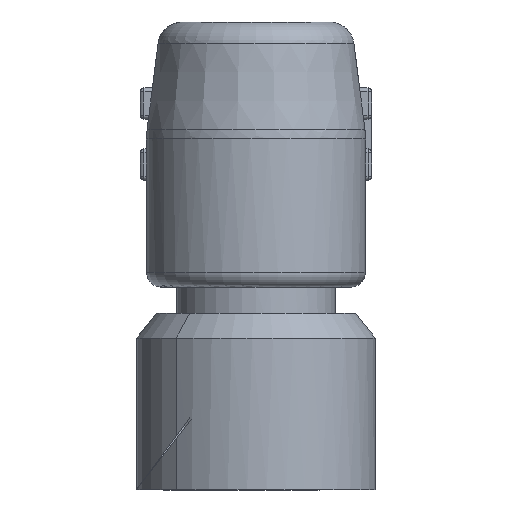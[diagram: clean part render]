
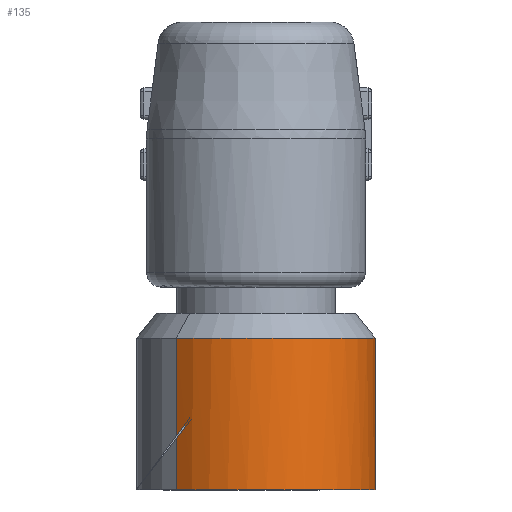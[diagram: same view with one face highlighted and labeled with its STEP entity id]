
A CAD part, front view. The second image highlights one B-rep face of the part: STEP entity #135.
In plain terms, the highlighted cylindrical face has radius 4.8 mm (diameter 9.6 mm), a partial arc.
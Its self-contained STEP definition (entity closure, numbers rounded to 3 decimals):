
#61=AXIS2_PLACEMENT_3D('Circle Axis2P3D',#59,#60,$) ;
#96=AXIS2_PLACEMENT_3D('Cylinder Axis2P3D',#93,#94,#95) ;
#40=CARTESIAN_POINT('Vertex',(8.001,8.377,6.1)) ;
#56=CARTESIAN_POINT('Vertex',(1.599,1.223,6.1)) ;
#59=CARTESIAN_POINT('Axis2P3D Location',(4.8,4.8,6.1)) ;
#93=CARTESIAN_POINT('Axis2P3D Location',(4.8,4.8,65.8)) ;
#98=CARTESIAN_POINT('Line Origine',(1.599,1.223,65.8)) ;
#102=CARTESIAN_POINT('Vertex',(1.599,1.223,0.)) ;
#106=CARTESIAN_POINT('Control Point',(1.599,1.223,0.)) ;
#107=CARTESIAN_POINT('Control Point',(2.161,0.72,0.)) ;
#108=CARTESIAN_POINT('Control Point',(2.822,0.328,0.)) ;
#109=CARTESIAN_POINT('Control Point',(3.552,0.072,0.)) ;
#110=CARTESIAN_POINT('Control Point',(5.074,-0.14,0.)) ;
#111=CARTESIAN_POINT('Control Point',(6.564,0.239,0.)) ;
#112=CARTESIAN_POINT('Control Point',(7.261,0.574,0.)) ;
#113=CARTESIAN_POINT('Control Point',(8.487,1.501,0.)) ;
#114=CARTESIAN_POINT('Control Point',(9.272,2.822,0.)) ;
#115=CARTESIAN_POINT('Control Point',(9.528,3.552,0.)) ;
#116=CARTESIAN_POINT('Control Point',(9.74,5.074,0.)) ;
#117=CARTESIAN_POINT('Control Point',(9.361,6.564,0.)) ;
#118=CARTESIAN_POINT('Control Point',(9.026,7.261,0.)) ;
#119=CARTESIAN_POINT('Control Point',(8.563,7.874,0.)) ;
#120=CARTESIAN_POINT('Control Point',(8.001,8.377,0.)) ;
#121=CARTESIAN_POINT('Vertex',(8.001,8.377,0.)) ;
#124=CARTESIAN_POINT('Line Origine',(8.001,8.377,65.8)) ;
#60=DIRECTION('Axis2P3D Direction',(0.,0.,-1.)) ;
#94=DIRECTION('Axis2P3D Direction',(0.,0.,-1.)) ;
#95=DIRECTION('Axis2P3D XDirection',(0.667,0.745,0.)) ;
#99=DIRECTION('Vector Direction',(0.,0.,-1.)) ;
#125=DIRECTION('Vector Direction',(0.,0.,-1.)) ;
#100=VECTOR('Line Direction',#99,1.) ;
#126=VECTOR('Line Direction',#125,1.) ;
#130=ORIENTED_EDGE('',*,*,#104,.F.) ;
#131=ORIENTED_EDGE('',*,*,#123,.T.) ;
#132=ORIENTED_EDGE('',*,*,#128,.F.) ;
#133=ORIENTED_EDGE('',*,*,#63,.F.) ;
#135=ADVANCED_FACE('Hauptkoerper',(#134),#97,.T.) ;
#105=B_SPLINE_CURVE_WITH_KNOTS('',5,(#106,#107,#108,#109,#110,#111,#112,#113,#114,#115,#116,#117,#118,#119,#120),.UNSPECIFIED.,.F.,.U.,(6,3,3,3,6),(-7.54,-3.77,0.,3.77,7.54),.UNSPECIFIED.) ;
#62=CIRCLE('generated circle',#61,4.8) ;
#97=CYLINDRICAL_SURFACE('generated cylinder',#96,4.8) ;
#63=EDGE_CURVE('',#57,#41,#62,.F.) ;
#104=EDGE_CURVE('',#103,#57,#101,.F.) ;
#123=EDGE_CURVE('',#103,#122,#105,.T.) ;
#128=EDGE_CURVE('',#41,#122,#127,.T.) ;
#129=EDGE_LOOP('',(#130,#131,#132,#133)) ;
#134=FACE_OUTER_BOUND('',#129,.T.) ;
#101=LINE('Line',#98,#100) ;
#127=LINE('Line',#124,#126) ;
#41=VERTEX_POINT('',#40) ;
#57=VERTEX_POINT('',#56) ;
#103=VERTEX_POINT('',#102) ;
#122=VERTEX_POINT('',#121) ;
